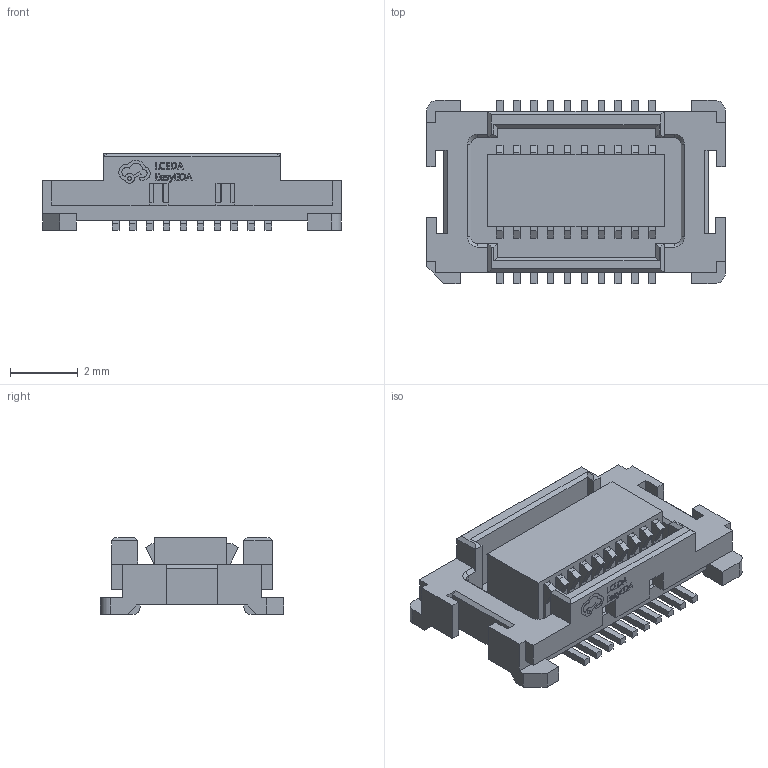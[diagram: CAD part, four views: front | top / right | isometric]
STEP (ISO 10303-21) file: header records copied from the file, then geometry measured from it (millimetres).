
FILE_DESCRIPTION (( 'STEP AP214' ), '1' );
FILE_NAME ('CONN-TH_529910208.step', '2022-08-03T17:23:24', ( '' ), ( '' ), 'SwSTEP 2.0', 'SolidWorks 2020', '' );
FILE_SCHEMA (( 'AUTOMOTIVE_DESIGN' ));
Length unit declared in the file: millimetre
Products named in the file (1): CONN-TH_529910208
Bounding box: 8.8 x 5.4 x 2.27 mm (x, y, z)
Volume: 42.4 mm3; surface area: 297.8 mm2
Topology: 14 solids, 14 shells, 782 faces, 2158 edges, 1428 vertices
Faces by surface type: plane 617, bspline 114, cylinder 47, cone 4
Entity records: 31832 total; most frequent: CARTESIAN_POINT 6731, ORIENTED_EDGE 4316, DIRECTION 3362, EDGE_CURVE 2158, VECTOR 1828, LINE 1828, VERTEX_POINT 1428, EDGE_LOOP 846
